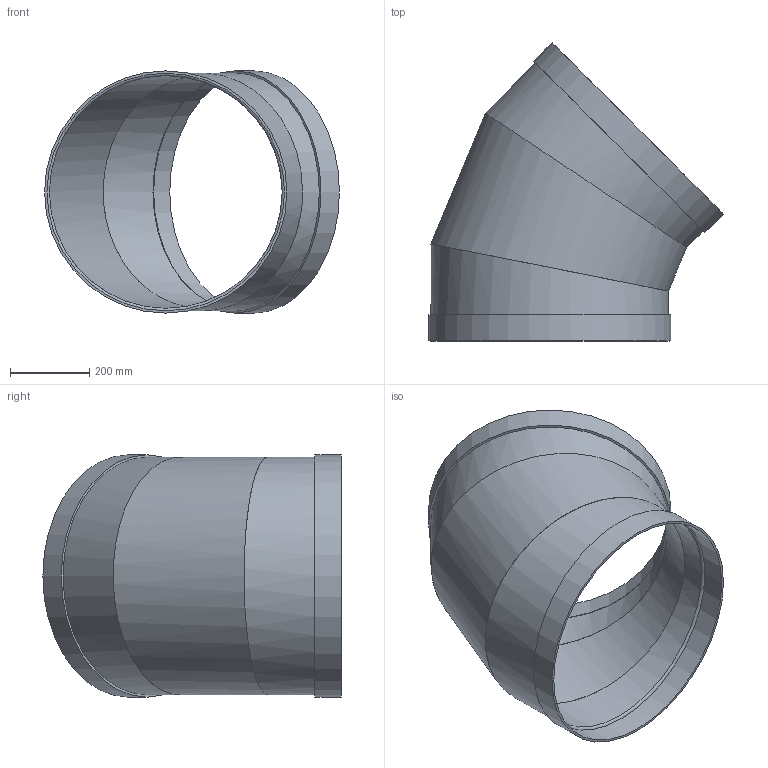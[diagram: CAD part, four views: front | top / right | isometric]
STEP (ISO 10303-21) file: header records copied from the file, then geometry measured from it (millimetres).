
FILE_DESCRIPTION( ( 'STEP AP214' ), '1' );
FILE_NAME( '3003810H.stp', '2021-12-08T13:09:51', ( 'License CC BY-ND 4.0' ), ( 'CADENAS' ), ' ', 'PARTsolutions', ' ' );
FILE_SCHEMA( ( 'AUTOMOTIVE_DESIGN { 1 0 10303 214 1 1 1 1 }' ) );
Length unit declared in the file: millimetre
Products named in the file (4): 3003810H; _3003810H-P2; _3003810H-P3; _3003810H-P4
Assembly tree (3 placements, depth 2):
  3003810H
    _3003810H-P2
    _3003810H-P3
    _3003810H-P4
Bounding box: 744.78 x 753.31 x 612 mm (x, y, z)
Volume: 6958623.3 mm3; surface area: 2388131.8 mm2
Topology: 3 solids, 3 shells, 20 faces, 37 edges, 25 vertices
Faces by surface type: cylinder 10, plane 8, torus 2
Full cylindrical faces by diameter (mm): 588 x3, 600 x5, 612 x2
Entity records: 646 total; most frequent: DIRECTION 88, CARTESIAN_POINT 64, AXIS2_PLACEMENT_3D 44, EDGE_LOOP 40, ORIENTED_EDGE 40, FACE_OUTER_BOUND 32, STYLED_ITEM 20, PRESENTATION_STYLE_ASSIGNMENT 20
